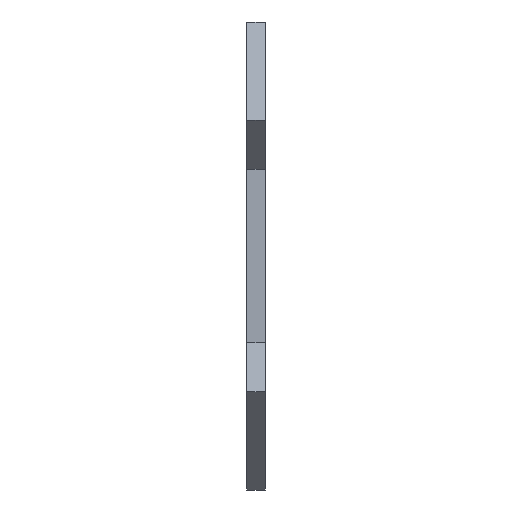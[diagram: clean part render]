
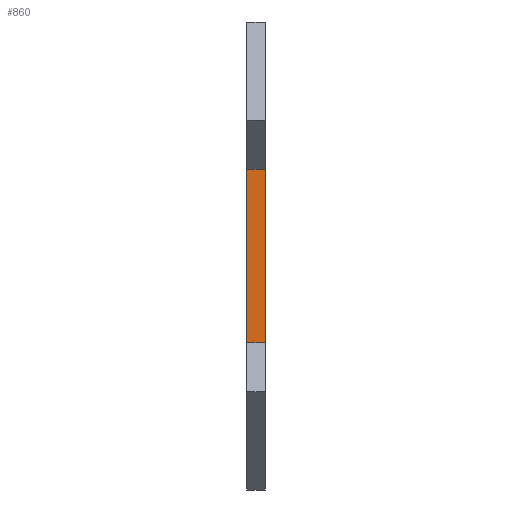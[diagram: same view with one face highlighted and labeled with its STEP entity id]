
A CAD part, left-side view. The second image highlights one B-rep face of the part: STEP entity #860.
In plain terms, the highlighted planar face has unit normal (-1, 0, 0).
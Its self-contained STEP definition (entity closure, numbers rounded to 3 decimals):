
#72=PLANE('',#958);
#112=FACE_OUTER_BOUND('',#152,.T.);
#152=EDGE_LOOP('',(#715,#716,#717,#718));
#262=LINE('',#1416,#332);
#263=LINE('',#1419,#333);
#264=LINE('',#1421,#334);
#265=LINE('',#1422,#335);
#332=VECTOR('',#1184,10.);
#333=VECTOR('',#1187,10.);
#334=VECTOR('',#1188,10.);
#335=VECTOR('',#1189,10.);
#455=VERTEX_POINT('',#1412);
#456=VERTEX_POINT('',#1414);
#457=VERTEX_POINT('',#1418);
#458=VERTEX_POINT('',#1420);
#566=EDGE_CURVE('',#455,#456,#262,.T.);
#567=EDGE_CURVE('',#457,#455,#263,.T.);
#568=EDGE_CURVE('',#458,#456,#264,.T.);
#569=EDGE_CURVE('',#457,#458,#265,.T.);
#715=ORIENTED_EDGE('',*,*,#567,.T.);
#716=ORIENTED_EDGE('',*,*,#566,.T.);
#717=ORIENTED_EDGE('',*,*,#568,.F.);
#718=ORIENTED_EDGE('',*,*,#569,.F.);
#860=ADVANCED_FACE('',(#112),#72,.T.);
#958=AXIS2_PLACEMENT_3D('',#1417,#1185,#1186);
#1184=DIRECTION('',(0.,-1.,0.));
#1185=DIRECTION('center_axis',(-1.,0.,0.));
#1186=DIRECTION('ref_axis',(0.,0.,-1.));
#1187=DIRECTION('',(0.,0.,-1.));
#1188=DIRECTION('',(0.,0.,-1.));
#1189=DIRECTION('',(0.,-1.,0.));
#1412=CARTESIAN_POINT('',(-60.,26.5,-18.787));
#1414=CARTESIAN_POINT('',(-60.,22.5,-18.787));
#1416=CARTESIAN_POINT('',(-60.,26.5,-18.787));
#1417=CARTESIAN_POINT('Origin',(-60.,26.5,18.787));
#1418=CARTESIAN_POINT('',(-60.,26.5,18.787));
#1419=CARTESIAN_POINT('',(-60.,26.5,18.787));
#1420=CARTESIAN_POINT('',(-60.,22.5,18.787));
#1421=CARTESIAN_POINT('',(-60.,22.5,18.787));
#1422=CARTESIAN_POINT('',(-60.,26.5,18.787));
